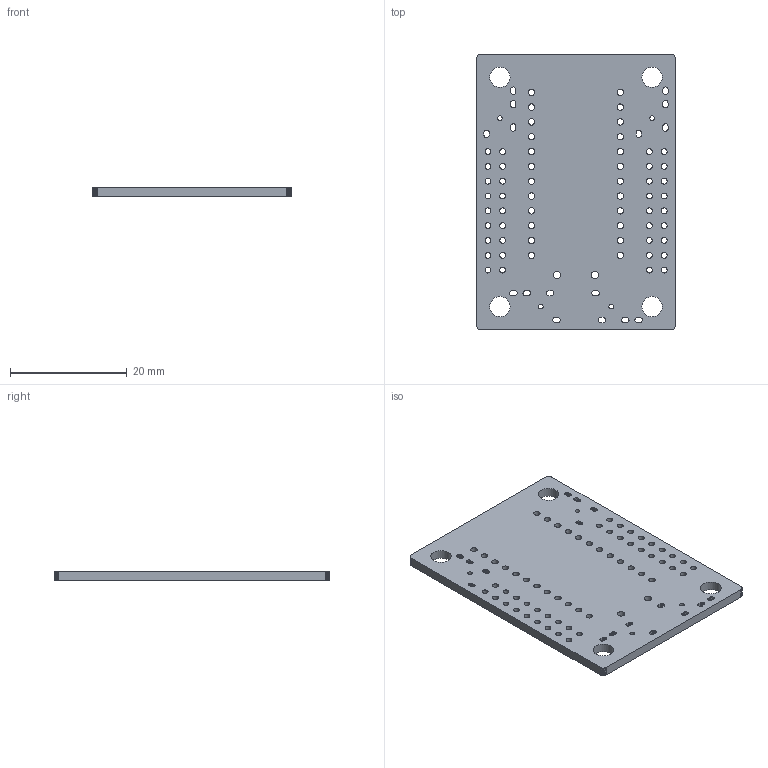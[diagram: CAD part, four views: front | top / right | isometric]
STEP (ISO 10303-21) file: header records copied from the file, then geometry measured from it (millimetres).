
FILE_DESCRIPTION(/* description */ (''),/* implementation_level */ '2;1');
FILE_NAME(/* name */ 'handwire microboard.step',/* time_stamp */ '2023-08-28T02:19:47+08:00',/* author */ (''),/* organization */ (''),/* preprocessor_version */ 'ST-DEVELOPER v20',/* originating_system */ 'Autodesk Translation Framework v12.9.0.99',/* authorisation */ '');
FILE_SCHEMA (('AUTOMOTIVE_DESIGN { 1 0 10303 214 3 1 1 }'));
Length unit declared in the file: millimetre
Products named in the file (1): handwire microboard PCB
Bounding box: 34.08 x 47.31 x 1.6 mm (x, y, z)
Volume: 2403.7 mm3; surface area: 3767.8 mm2
Topology: 1 solids, 1 shells, 488 faces, 1458 edges, 972 vertices
Faces by surface type: plane 418, cylinder 70
Full cylindrical faces by diameter (mm): 0.8 x4, 1 x36, 1.092 x24, 1.3 x2, 3.5 x4
Entity records: 16586 total; most frequent: CARTESIAN_POINT 2919, ORIENTED_EDGE 2916, DIRECTION 2576, EDGE_CURVE 1458, LINE 1318, VECTOR 1318, VERTEX_POINT 972, EDGE_LOOP 660
